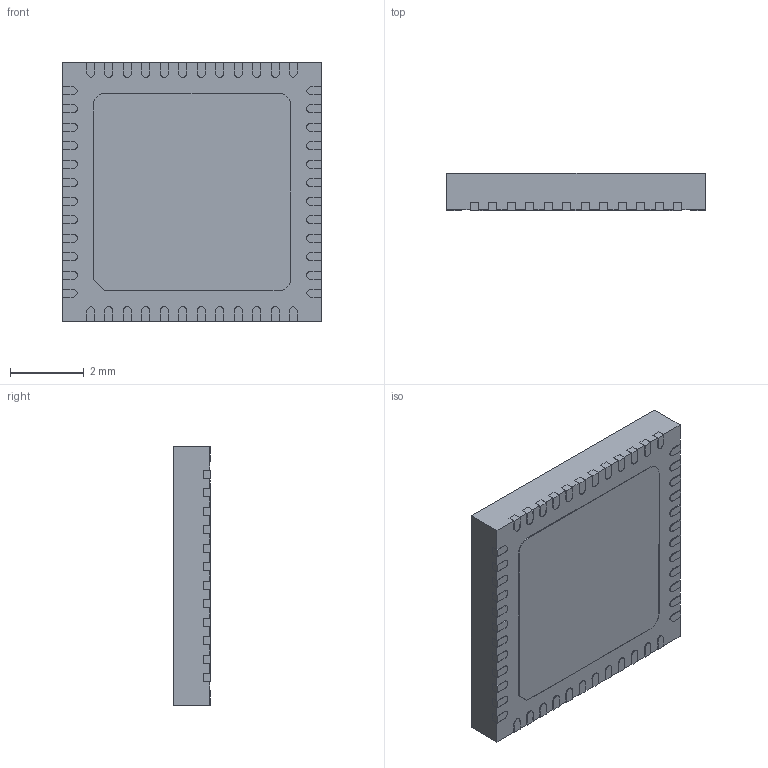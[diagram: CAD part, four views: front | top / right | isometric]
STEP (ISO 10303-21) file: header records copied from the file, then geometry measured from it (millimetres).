
FILE_DESCRIPTION (( 'STEP AP214' ), '1' );
FILE_NAME ('ICE40UP5K-SG48I.STEP', '2023-12-13T13:20:07', ( 'LENOVO' ), ( '' ), 'SwSTEP 2.0', 'SolidWorks 2021', '' );
FILE_SCHEMA (( 'AUTOMOTIVE_DESIGN' ));
Length unit declared in the file: millimetre
Products named in the file (1): ICE40UP5K-SG48I
Bounding box: 7 x 1 x 7 mm (x, y, z)
Volume: 48.7 mm3; surface area: 216.4 mm2
Topology: 51 solids, 51 shells, 548 faces, 1332 edges, 888 vertices
Faces by surface type: plane 422, cylinder 126
Entity records: 16432 total; most frequent: CARTESIAN_POINT 2769, DIRECTION 2682, ORIENTED_EDGE 2664, EDGE_CURVE 1332, VECTOR 1080, LINE 1080, VERTEX_POINT 888, AXIS2_PLACEMENT_3D 801
